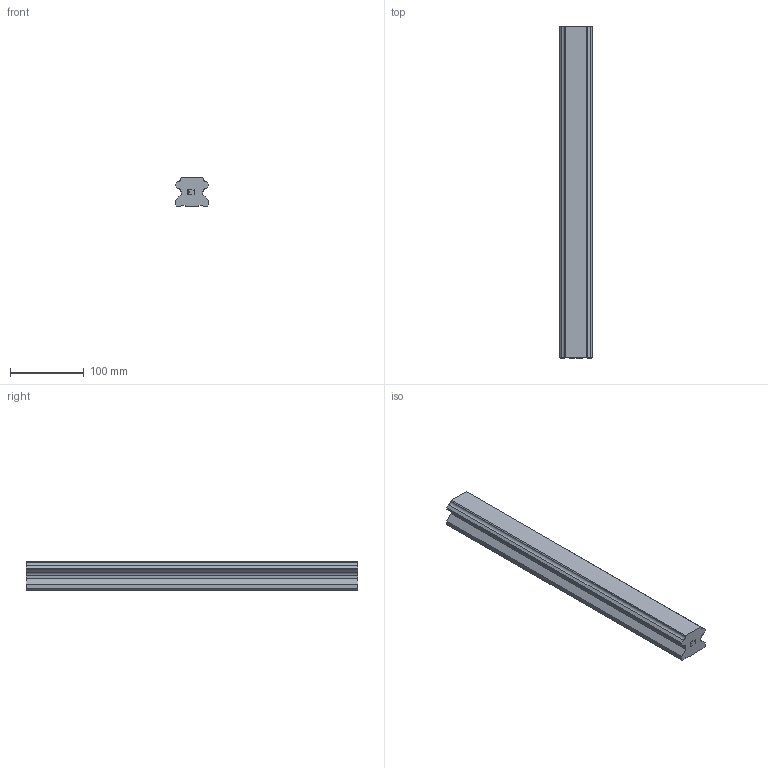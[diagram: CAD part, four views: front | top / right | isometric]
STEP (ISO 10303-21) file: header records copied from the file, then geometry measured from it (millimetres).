
FILE_DESCRIPTION(('STEP AP214'),'1');
FILE_NAME('cctmp_516AEA65-D826-44DC-A3EE-D538031569C3_2021_01_28_13_11_52_0673..stp','2021-01-28T12:11:52',('HIWIN GmbH'),('CADClick - www.CADClick.com'),'Spatial InterOp 3D',' ','unknown authorization');
FILE_SCHEMA(('AUTOMOTIVE_DESIGN'));
Length unit declared in the file: millimetre
Products named in the file (1): HGR45T450C_FILE
Bounding box: 45 x 450 x 38 mm (x, y, z)
Volume: 628604.1 mm3; surface area: 84531.3 mm2
Topology: 1 solids, 1 shells, 117 faces, 323 edges, 207 vertices
Faces by surface type: plane 93, cylinder 14, cone 10
Entity records: 4555 total; most frequent: CARTESIAN_POINT 638, ORIENTED_EDGE 626, DIRECTION 577, EDGE_CURVE 313, LINE 285, VECTOR 285, VERTEX_POINT 207, AXIS2_PLACEMENT_3D 146
